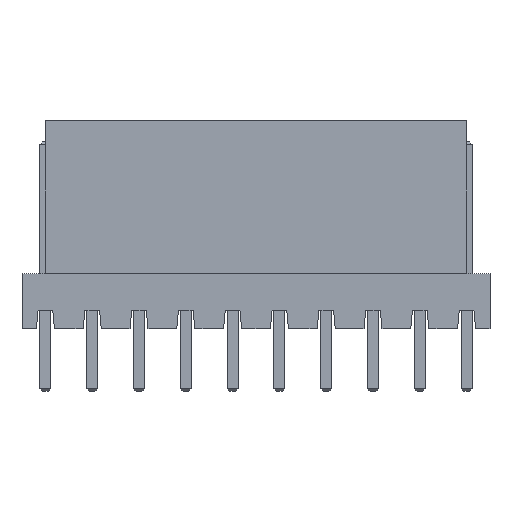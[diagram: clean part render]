
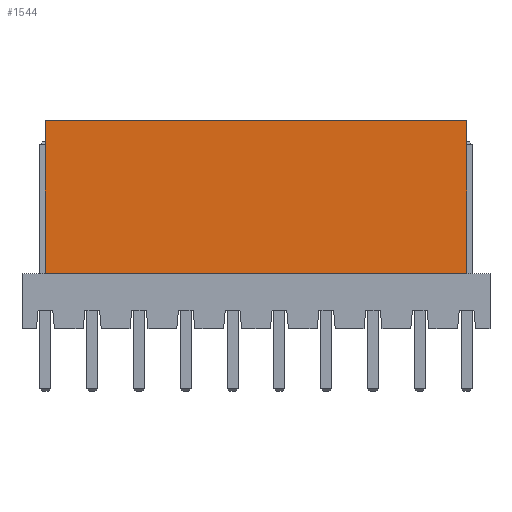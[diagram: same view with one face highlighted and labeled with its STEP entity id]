
A CAD part, front view. The second image highlights one B-rep face of the part: STEP entity #1544.
In plain terms, the highlighted planar face has unit normal (0, -1, 0).
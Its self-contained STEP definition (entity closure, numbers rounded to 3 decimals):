
#1505=CARTESIAN_POINT('',(-11.43,-2.4,3.));
#1506=DIRECTION('',(0.,1.,0.));
#1507=DIRECTION('',(0.,-0.,1.));
#1508=AXIS2_PLACEMENT_3D('',#1505,#1506,#1507);
#1509=PLANE('',#1508);
#1510=CARTESIAN_POINT('',(11.43,-2.4,3.));
#1511=VERTEX_POINT('',#1510);
#1512=CARTESIAN_POINT('',(11.43,-2.4,11.3));
#1513=VERTEX_POINT('',#1512);
#1514=CARTESIAN_POINT('',(11.43,-2.4,3.));
#1515=DIRECTION('',(0.,-0.,1.));
#1516=VECTOR('',#1515,8.3);
#1517=LINE('',#1514,#1516);
#1518=EDGE_CURVE('',#1511,#1513,#1517,.T.);
#1519=ORIENTED_EDGE('',*,*,#1518,.T.);
#1520=CARTESIAN_POINT('',(-11.43,-2.4,11.3));
#1521=VERTEX_POINT('',#1520);
#1522=CARTESIAN_POINT('',(-11.43,-2.4,11.3));
#1523=DIRECTION('',(1.,0.,-0.));
#1524=VECTOR('',#1523,22.86);
#1525=LINE('',#1522,#1524);
#1526=EDGE_CURVE('',#1521,#1513,#1525,.T.);
#1527=ORIENTED_EDGE('',*,*,#1526,.F.);
#1528=CARTESIAN_POINT('',(-11.43,-2.4,3.));
#1529=VERTEX_POINT('',#1528);
#1530=CARTESIAN_POINT('',(-11.43,-2.4,3.));
#1531=DIRECTION('',(0.,-0.,1.));
#1532=VECTOR('',#1531,8.3);
#1533=LINE('',#1530,#1532);
#1534=EDGE_CURVE('',#1529,#1521,#1533,.T.);
#1535=ORIENTED_EDGE('',*,*,#1534,.F.);
#1536=CARTESIAN_POINT('',(-11.43,-2.4,3.));
#1537=DIRECTION('',(1.,0.,-0.));
#1538=VECTOR('',#1537,22.86);
#1539=LINE('',#1536,#1538);
#1540=EDGE_CURVE('',#1529,#1511,#1539,.T.);
#1541=ORIENTED_EDGE('',*,*,#1540,.T.);
#1542=EDGE_LOOP('',(#1519,#1527,#1535,#1541));
#1543=FACE_BOUND('',#1542,.T.);
#1544=ADVANCED_FACE('',(#1543),#1509,.F.);
